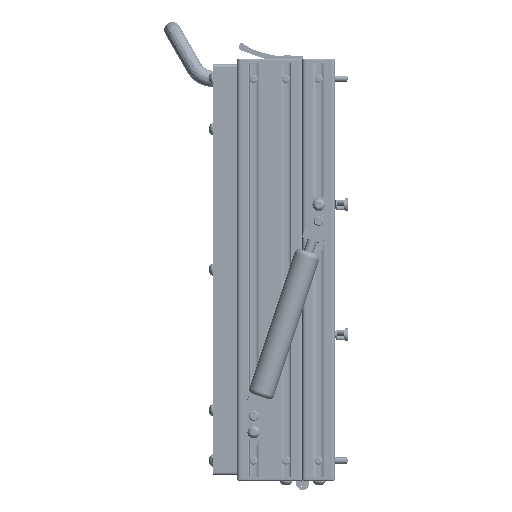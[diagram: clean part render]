
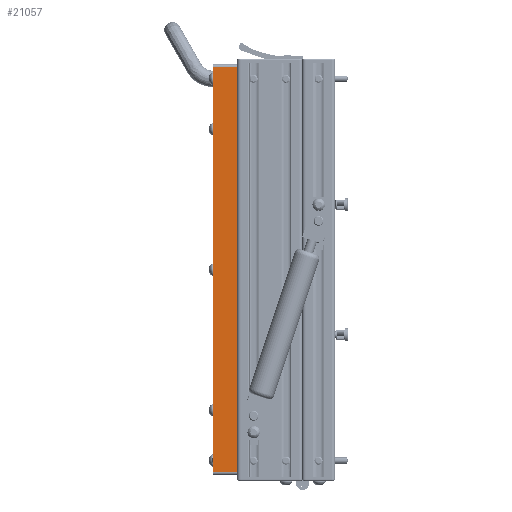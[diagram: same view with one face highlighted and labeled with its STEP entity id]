
A CAD part, left-side view. The second image highlights one B-rep face of the part: STEP entity #21057.
In plain terms, the highlighted planar face has unit normal (-1, 0, 0).
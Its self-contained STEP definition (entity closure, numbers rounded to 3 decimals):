
#2895 = CARTESIAN_POINT ( 'NONE',  ( 0., 251., 0. ) ) ;
#4298 = PLANE ( 'NONE',  #8650 ) ;
#4432 = CARTESIAN_POINT ( 'NONE',  ( 0., 2., -15. ) ) ;
#5304 = DIRECTION ( 'NONE',  ( 0., 0., 1. ) ) ;
#8650 = AXIS2_PLACEMENT_3D ( 'NONE', #16781, #30142, #22300 ) ;
#9286 = CARTESIAN_POINT ( 'NONE',  ( 0., 251., -15. ) ) ;
#11683 = EDGE_LOOP ( 'NONE', ( #18564, #19424, #47032, #31302 ) ) ;
#12980 = VERTEX_POINT ( 'NONE', #51068 ) ;
#13785 = EDGE_CURVE ( 'NONE', #17400, #12980, #50641, .T. ) ;
#16781 = CARTESIAN_POINT ( 'NONE',  ( 0., 2., -15. ) ) ;
#17400 = VERTEX_POINT ( 'NONE', #29325 ) ;
#18046 = DIRECTION ( 'NONE',  ( 0., 0., 1. ) ) ;
#18564 = ORIENTED_EDGE ( 'NONE', *, *, #41560, .F. ) ;
#19424 = ORIENTED_EDGE ( 'NONE', *, *, #35174, .F. ) ;
#20183 = VECTOR ( 'NONE', #20294, 1000. ) ;
#20294 = DIRECTION ( 'NONE',  ( 0., -1., 0. ) ) ;
#20656 = VECTOR ( 'NONE', #5304, 1000. ) ;
#21057 = ADVANCED_FACE ( 'NONE', ( #30409 ), #4298, .T. ) ;
#22300 = DIRECTION ( 'NONE',  ( 0., 0., 1. ) ) ;
#27919 = CARTESIAN_POINT ( 'NONE',  ( 0., 2., -15. ) ) ;
#29325 = CARTESIAN_POINT ( 'NONE',  ( 0., 2., -15. ) ) ;
#30142 = DIRECTION ( 'NONE',  ( -1., 0., 0. ) ) ;
#30409 = FACE_OUTER_BOUND ( 'NONE', #11683, .T. ) ;
#30558 = DIRECTION ( 'NONE',  ( 0., -1., 0. ) ) ;
#31302 = ORIENTED_EDGE ( 'NONE', *, *, #13785, .T. ) ;
#34055 = VERTEX_POINT ( 'NONE', #2895 ) ;
#35174 = EDGE_CURVE ( 'NONE', #48997, #34055, #49117, .T. ) ;
#41560 = EDGE_CURVE ( 'NONE', #34055, #12980, #55190, .T. ) ;
#43825 = VECTOR ( 'NONE', #18046, 1000. ) ;
#46768 = CARTESIAN_POINT ( 'NONE',  ( 0., 2., 0. ) ) ;
#47032 = ORIENTED_EDGE ( 'NONE', *, *, #48838, .T. ) ;
#47748 = VECTOR ( 'NONE', #30558, 1000. ) ;
#48050 = LINE ( 'NONE', #4432, #47748 ) ;
#48838 = EDGE_CURVE ( 'NONE', #48997, #17400, #48050, .T. ) ;
#48997 = VERTEX_POINT ( 'NONE', #50009 ) ;
#49117 = LINE ( 'NONE', #9286, #43825 ) ;
#50009 = CARTESIAN_POINT ( 'NONE',  ( 0., 251., -15. ) ) ;
#50641 = LINE ( 'NONE', #27919, #20656 ) ;
#51068 = CARTESIAN_POINT ( 'NONE',  ( 0., 2., 0. ) ) ;
#55190 = LINE ( 'NONE', #46768, #20183 ) ;
